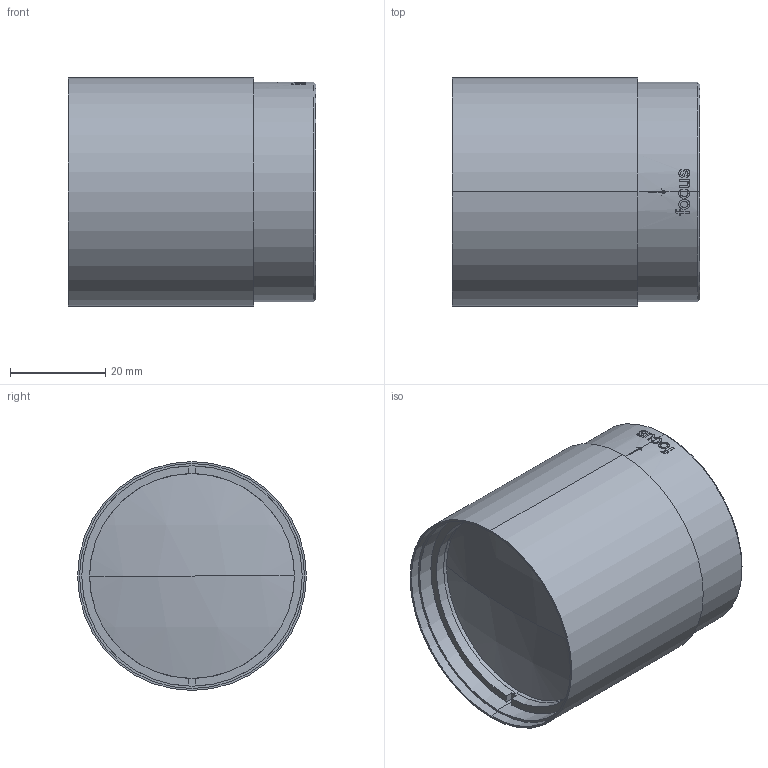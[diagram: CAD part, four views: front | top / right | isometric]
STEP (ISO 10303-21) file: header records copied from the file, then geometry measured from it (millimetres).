
FILE_DESCRIPTION (( 'STEP AP203' ), '1' );
FILE_NAME ('S6ASS2241.STEP', '2019-12-13T08:49:41', ( '' ), ( '' ), 'SwSTEP 2.0', 'SolidWorks 2017', '' );
FILE_SCHEMA (( 'CONFIG_CONTROL_DESIGN' ));
Length unit declared in the file: millimetre
Products named in the file (1): S6ASS2241
Bounding box: 52 x 48 x 48 mm (x, y, z)
Volume: 76956.9 mm3; surface area: 12786.7 mm2
Topology: 1 solids, 1 shells, 123 faces, 330 edges, 220 vertices
Faces by surface type: bspline 53, plane 39, cylinder 25, sphere 4, cone 2
Entity records: 9946 total; most frequent: CARTESIAN_POINT 7216, ORIENTED_EDGE 660, DIRECTION 368, EDGE_CURVE 330, VERTEX_POINT 220, B_SPLINE_CURVE_WITH_KNOTS 174, AXIS2_PLACEMENT_3D 141, EDGE_LOOP 134
